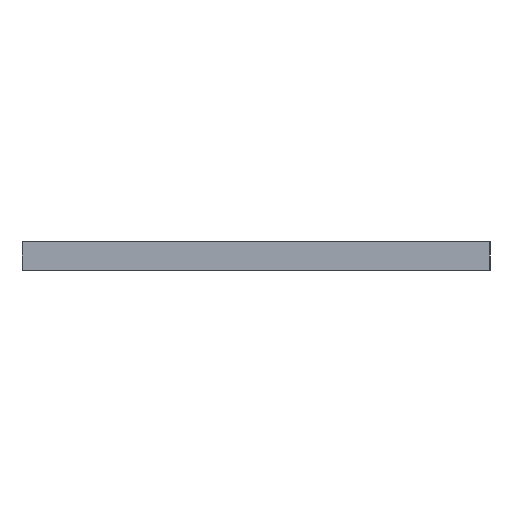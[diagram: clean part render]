
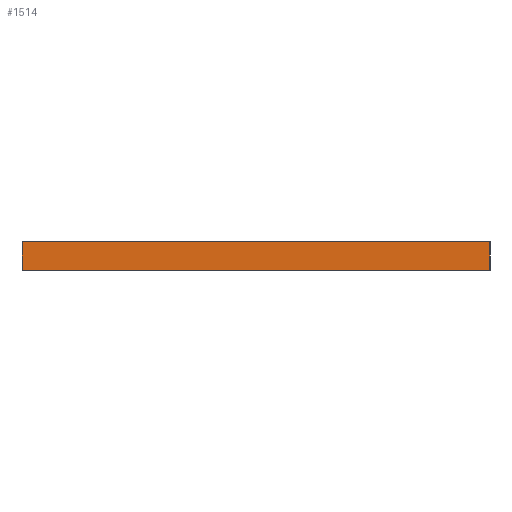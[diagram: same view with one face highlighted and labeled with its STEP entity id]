
A CAD part, left-side view. The second image highlights one B-rep face of the part: STEP entity #1514.
In plain terms, the highlighted planar face has unit normal (-1, 0, 0).
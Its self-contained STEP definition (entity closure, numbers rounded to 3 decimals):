
#200 = ORIENTED_EDGE ( 'NONE', *, *, #3359, .T. ) ;
#227 = EDGE_LOOP ( 'NONE', ( #200, #3208, #2625, #1893 ) ) ;
#262 = VERTEX_POINT ( 'NONE', #2244 ) ;
#653 = EDGE_CURVE ( 'NONE', #1544, #2844, #3750, .T. ) ;
#972 = VECTOR ( 'NONE', #2499, 1000. ) ;
#1273 = DIRECTION ( 'NONE',  ( 1., 0., 0. ) ) ;
#1315 = EDGE_CURVE ( 'NONE', #1544, #262, #3293, .T. ) ;
#1363 = FACE_OUTER_BOUND ( 'NONE', #227, .T. ) ;
#1514 = ADVANCED_FACE ( 'NONE', ( #1363 ), #3592, .F. ) ;
#1544 = VERTEX_POINT ( 'NONE', #1874 ) ;
#1799 = CARTESIAN_POINT ( 'NONE',  ( 0., 26., 1.6 ) ) ;
#1828 = CARTESIAN_POINT ( 'NONE',  ( 0., 0., 0. ) ) ;
#1851 = LINE ( 'NONE', #2618, #3383 ) ;
#1874 = CARTESIAN_POINT ( 'NONE',  ( 0., 26., 1.6 ) ) ;
#1893 = ORIENTED_EDGE ( 'NONE', *, *, #653, .T. ) ;
#2025 = CARTESIAN_POINT ( 'NONE',  ( 0., 26., 0. ) ) ;
#2119 = EDGE_CURVE ( 'NONE', #262, #2997, #1851, .T. ) ;
#2211 = CARTESIAN_POINT ( 'NONE',  ( 0., 26., 1.6 ) ) ;
#2244 = CARTESIAN_POINT ( 'NONE',  ( 0., 0., 1.6 ) ) ;
#2319 = DIRECTION ( 'NONE',  ( 0., -1., 0. ) ) ;
#2499 = DIRECTION ( 'NONE',  ( 0., -1., 0. ) ) ;
#2618 = CARTESIAN_POINT ( 'NONE',  ( 0., 0., 1.6 ) ) ;
#2625 = ORIENTED_EDGE ( 'NONE', *, *, #1315, .F. ) ;
#2844 = VERTEX_POINT ( 'NONE', #3759 ) ;
#2976 = VECTOR ( 'NONE', #3543, 1000. ) ;
#2997 = VERTEX_POINT ( 'NONE', #1828 ) ;
#3008 = CARTESIAN_POINT ( 'NONE',  ( 0., 26., 1.6 ) ) ;
#3208 = ORIENTED_EDGE ( 'NONE', *, *, #2119, .F. ) ;
#3293 = LINE ( 'NONE', #2211, #972 ) ;
#3314 = DIRECTION ( 'NONE',  ( 0., 0., -1. ) ) ;
#3359 = EDGE_CURVE ( 'NONE', #2844, #2997, #3686, .T. ) ;
#3383 = VECTOR ( 'NONE', #3763, 1000. ) ;
#3543 = DIRECTION ( 'NONE',  ( 0., 0., -1. ) ) ;
#3592 = PLANE ( 'NONE',  #3767 ) ;
#3608 = VECTOR ( 'NONE', #2319, 1000. ) ;
#3686 = LINE ( 'NONE', #2025, #3608 ) ;
#3750 = LINE ( 'NONE', #1799, #2976 ) ;
#3759 = CARTESIAN_POINT ( 'NONE',  ( 0., 26., 0. ) ) ;
#3763 = DIRECTION ( 'NONE',  ( 0., 0., -1. ) ) ;
#3767 = AXIS2_PLACEMENT_3D ( 'NONE', #3008, #1273, #3314 ) ;
